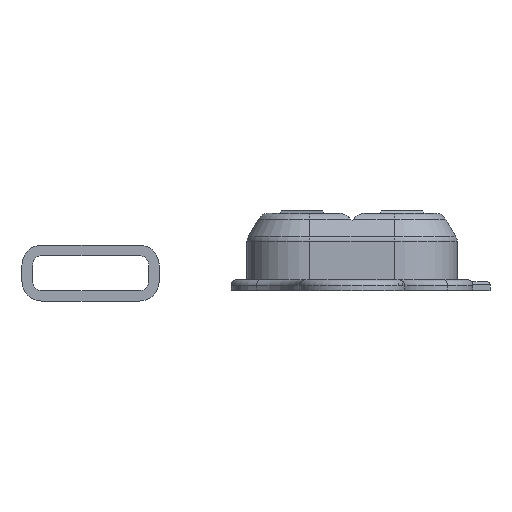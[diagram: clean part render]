
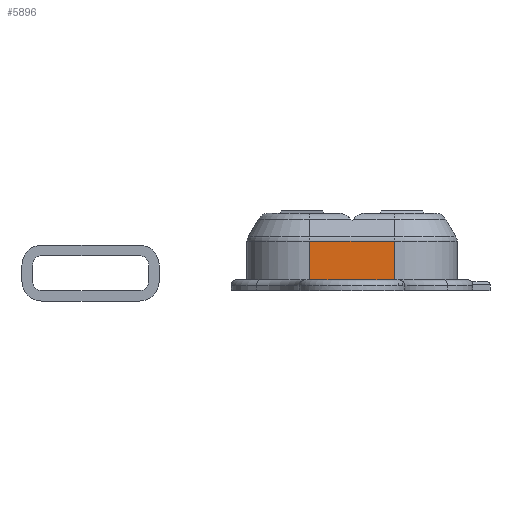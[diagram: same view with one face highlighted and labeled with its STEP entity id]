
A CAD part, front view. The second image highlights one B-rep face of the part: STEP entity #5896.
In plain terms, the highlighted planar face has unit normal (0, -1, 0).
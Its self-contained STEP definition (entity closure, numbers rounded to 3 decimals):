
#349=FACE_OUTER_BOUND('',#676,.T.);
#676=EDGE_LOOP('',(#4632,#4633,#4634,#4635));
#1318=LINE('',#9282,#1967);
#1329=LINE('',#9319,#1978);
#1332=LINE('',#9347,#1981);
#1333=LINE('',#9348,#1982);
#1967=VECTOR('',#7431,10.);
#1978=VECTOR('',#7470,10.);
#1981=VECTOR('',#7477,10.);
#1982=VECTOR('',#7478,10.);
#2605=VERTEX_POINT('',#9279);
#2606=VERTEX_POINT('',#9281);
#2618=VERTEX_POINT('',#9318);
#2622=VERTEX_POINT('',#9346);
#3317=EDGE_CURVE('',#2605,#2606,#1318,.T.);
#3336=EDGE_CURVE('',#2618,#2606,#1329,.T.);
#3341=EDGE_CURVE('',#2622,#2605,#1332,.T.);
#3342=EDGE_CURVE('',#2618,#2622,#1333,.T.);
#4632=ORIENTED_EDGE('',*,*,#3317,.F.);
#4633=ORIENTED_EDGE('',*,*,#3341,.F.);
#4634=ORIENTED_EDGE('',*,*,#3342,.F.);
#4635=ORIENTED_EDGE('',*,*,#3336,.T.);
#5625=PLANE('',#6375);
#5896=ADVANCED_FACE('',(#349),#5625,.T.);
#6375=AXIS2_PLACEMENT_3D('',#9345,#7475,#7476);
#7431=DIRECTION('',(1.,0.,0.));
#7470=DIRECTION('',(0.,0.,1.));
#7475=DIRECTION('center_axis',(0.,-1.,0.));
#7476=DIRECTION('ref_axis',(1.,0.,0.));
#7477=DIRECTION('',(0.,0.,1.));
#7478=DIRECTION('',(-1.,0.,0.));
#9279=CARTESIAN_POINT('',(-7.3,-8.239,7.998));
#9281=CARTESIAN_POINT('',(7.3,-8.239,7.998));
#9282=CARTESIAN_POINT('',(-7.3,-8.239,7.998));
#9318=CARTESIAN_POINT('',(7.3,-8.239,0.));
#9319=CARTESIAN_POINT('',(7.3,-8.239,0.));
#9345=CARTESIAN_POINT('Origin',(-7.3,-8.239,0.));
#9346=CARTESIAN_POINT('',(-7.3,-8.239,0.));
#9347=CARTESIAN_POINT('',(-7.3,-8.239,0.));
#9348=CARTESIAN_POINT('',(3.493,-8.239,0.));
